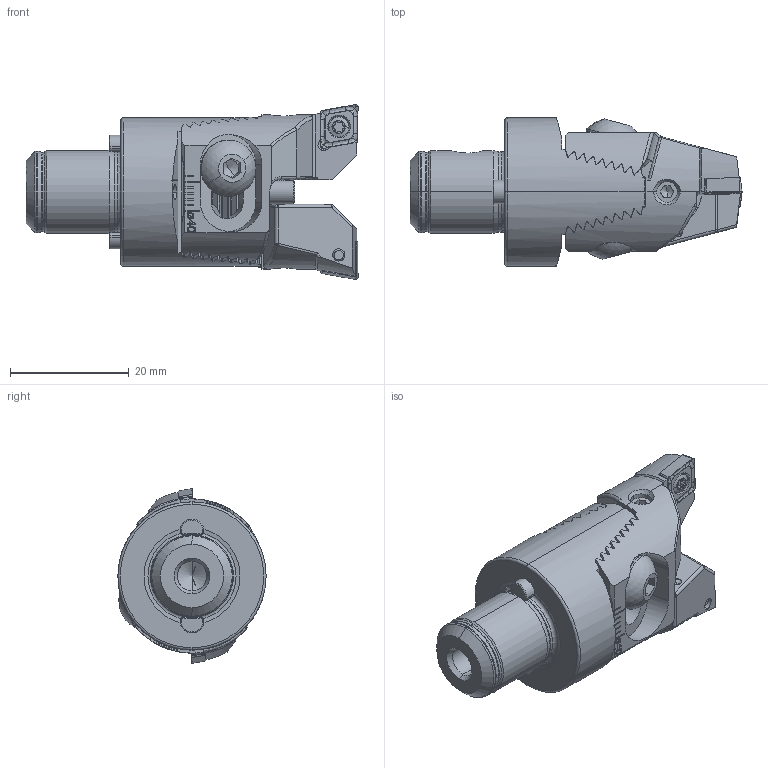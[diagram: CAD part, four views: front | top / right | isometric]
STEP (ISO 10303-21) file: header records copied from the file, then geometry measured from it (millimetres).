
FILE_DESCRIPTION (( 'STEP AP203' ), '1' );
FILE_NAME ('ST2-Z25.K23.040.STEP', '2016-02-12T11:51:48', ( 'SWIAdmin' ), ( 'Hewlett-Packard Company' ), 'SwSTEP 2.0', 'SolidWorks 2015', '' );
FILE_SCHEMA (( 'CONFIG_CONTROL_DESIGN' ));
Length unit declared in the file: millimetre
Products named in the file (12): Z25-ER1.002.012_A; Z25-WCA.001.016; Z25-ER1.003.012_A_gespannt; ST2-Z25.K23.040; Z25-ER1.001.012; ST2-ER2.001.006_A; Z20-ER2.001.013_A; ZC2-xxx.001.016_A; WCA-ER2.001.006_A; CCMT060204; ST2-Z25.K23.040_A; Z25-ER3.001.010_A
Assembly tree (17 placements, depth 3):
  ST2-Z25.K23.040
    ST2-Z25.K23.040_A
    Z25-ER1.001.012  x2
      Z25-ER1.002.012_A
      Z25-ER1.003.012_A_gespannt
    ST2-ER2.001.006_A  x2
    Z20-ER2.001.013_A
    Z25-WCA.001.016
      ZC2-xxx.001.016_A  x2
      WCA-ER2.001.006_A  x2
      CCMT060204  x2
      Z25-ER3.001.010_A  x2
Bounding box: 56 x 25 x 29.5 mm (x, y, z)
Volume: 15471.7 mm3; surface area: 10521.5 mm2
Topology: 16 solids, 16 shells, 1007 faces, 2634 edges, 1648 vertices
Faces by surface type: plane 483, cylinder 246, cone 136, bspline 80, torus 42, sphere 20
Entity records: 24077 total; most frequent: CARTESIAN_POINT 8194, ORIENTED_EDGE 3336, DIRECTION 2708, EDGE_CURVE 1668, VERTEX_POINT 1057, AXIS2_PLACEMENT_3D 983, LINE 742, VECTOR 742
